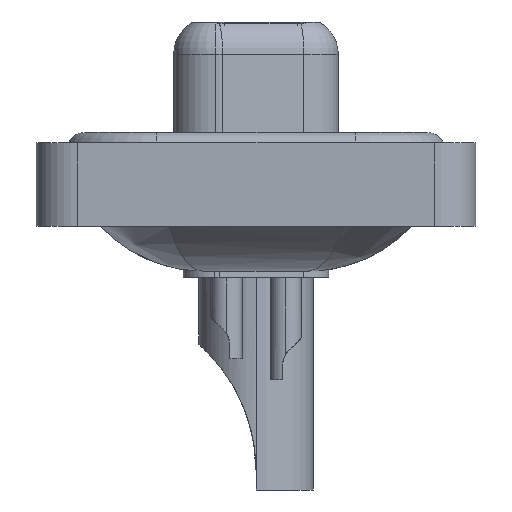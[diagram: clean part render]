
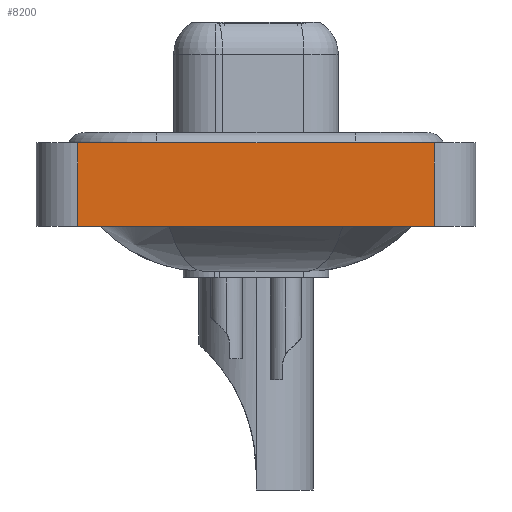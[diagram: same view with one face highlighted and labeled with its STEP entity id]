
A CAD part, left-side view. The second image highlights one B-rep face of the part: STEP entity #8200.
In plain terms, the highlighted planar face has unit normal (-1, 0, 0).
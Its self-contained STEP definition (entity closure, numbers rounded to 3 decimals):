
#385 = CARTESIAN_POINT ( 'NONE',  ( -7.3, -8.55, -3.6 ) ) ;
#499 = VECTOR ( 'NONE', #21536, 1000. ) ;
#599 = CARTESIAN_POINT ( 'NONE',  ( -7.3, -8.55, 0.4 ) ) ;
#1648 = AXIS2_PLACEMENT_3D ( 'NONE', #17724, #2209, #12092 ) ;
#1773 = FACE_OUTER_BOUND ( 'NONE', #3259, .T. ) ;
#2209 = DIRECTION ( 'NONE',  ( -1., 0., 0. ) ) ;
#2544 = CARTESIAN_POINT ( 'NONE',  ( -7.3, 8.55, -3.6 ) ) ;
#2545 = VECTOR ( 'NONE', #19160, 1000. ) ;
#3259 = EDGE_LOOP ( 'NONE', ( #10083, #17549, #4211, #21926 ) ) ;
#3460 = CARTESIAN_POINT ( 'NONE',  ( -7.3, -8.55, -3.6 ) ) ;
#4211 = ORIENTED_EDGE ( 'NONE', *, *, #7185, .F. ) ;
#4634 = EDGE_CURVE ( 'NONE', #11833, #11321, #8982, .T. ) ;
#5262 = DIRECTION ( 'NONE',  ( 0., -1., 0. ) ) ;
#5347 = LINE ( 'NONE', #599, #2545 ) ;
#7185 = EDGE_CURVE ( 'NONE', #11833, #13625, #9446, .T. ) ;
#8200 = ADVANCED_FACE ( 'NONE', ( #1773 ), #10827, .T. ) ;
#8982 = LINE ( 'NONE', #3460, #9942 ) ;
#9446 = LINE ( 'NONE', #2544, #499 ) ;
#9942 = VECTOR ( 'NONE', #5262, 1000. ) ;
#10083 = ORIENTED_EDGE ( 'NONE', *, *, #21537, .T. ) ;
#10827 = PLANE ( 'NONE',  #1648 ) ;
#11227 = VECTOR ( 'NONE', #20522, 1000. ) ;
#11321 = VERTEX_POINT ( 'NONE', #385 ) ;
#11833 = VERTEX_POINT ( 'NONE', #21847 ) ;
#11901 = CARTESIAN_POINT ( 'NONE',  ( -7.3, -8.55, 0.4 ) ) ;
#12092 = DIRECTION ( 'NONE',  ( 0., 0., 1. ) ) ;
#13428 = LINE ( 'NONE', #20418, #11227 ) ;
#13625 = VERTEX_POINT ( 'NONE', #15520 ) ;
#13649 = VERTEX_POINT ( 'NONE', #11901 ) ;
#15520 = CARTESIAN_POINT ( 'NONE',  ( -7.3, 8.55, 0.4 ) ) ;
#17549 = ORIENTED_EDGE ( 'NONE', *, *, #21770, .F. ) ;
#17724 = CARTESIAN_POINT ( 'NONE',  ( -7.3, -8.55, -3.6 ) ) ;
#19160 = DIRECTION ( 'NONE',  ( 0., -1., 0. ) ) ;
#20418 = CARTESIAN_POINT ( 'NONE',  ( -7.3, -8.55, -3.6 ) ) ;
#20522 = DIRECTION ( 'NONE',  ( 0., 0., 1. ) ) ;
#21536 = DIRECTION ( 'NONE',  ( 0., 0., 1. ) ) ;
#21537 = EDGE_CURVE ( 'NONE', #11321, #13649, #13428, .T. ) ;
#21770 = EDGE_CURVE ( 'NONE', #13625, #13649, #5347, .T. ) ;
#21847 = CARTESIAN_POINT ( 'NONE',  ( -7.3, 8.55, -3.6 ) ) ;
#21926 = ORIENTED_EDGE ( 'NONE', *, *, #4634, .T. ) ;
